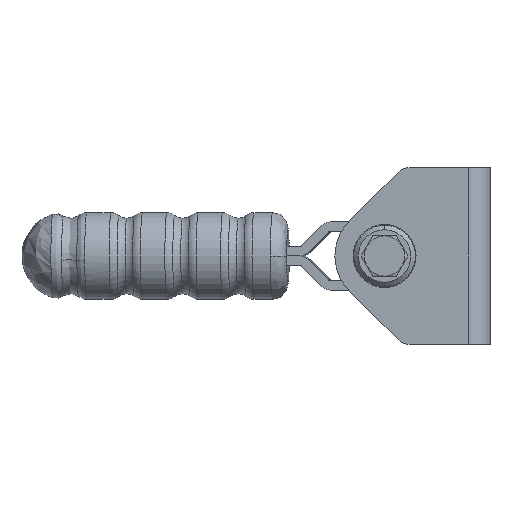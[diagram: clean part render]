
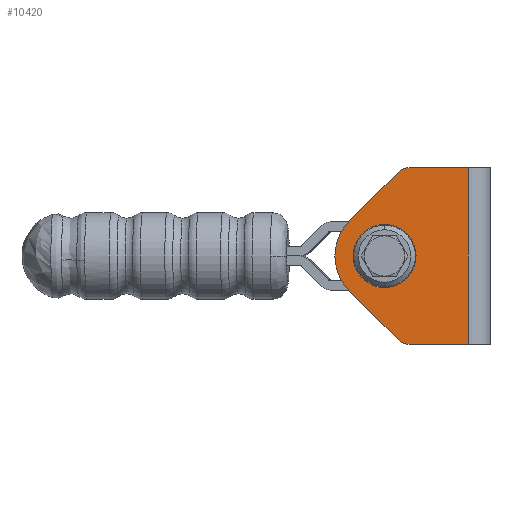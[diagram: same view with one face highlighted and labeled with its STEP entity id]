
A CAD part, left-side view. The second image highlights one B-rep face of the part: STEP entity #10420.
In plain terms, the highlighted planar face has unit normal (-1, 0, 0).
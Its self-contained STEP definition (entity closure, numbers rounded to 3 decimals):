
#84 = DIRECTION ( 'NONE',  ( 0., 0., -1. ) ) ;
#203 = CARTESIAN_POINT ( 'NONE',  ( -11.5, 34., 0. ) ) ;
#573 = DIRECTION ( 'NONE',  ( 0., 0.707, -0.707 ) ) ;
#601 = DIRECTION ( 'NONE',  ( 0., 1., 0. ) ) ;
#616 = EDGE_CURVE ( 'NONE', #3215, #12027, #10450, .T. ) ;
#626 = VECTOR ( 'NONE', #7153, 1000. ) ;
#697 = CARTESIAN_POINT ( 'NONE',  ( -11.5, 28.314, 28.314 ) ) ;
#747 = AXIS2_PLACEMENT_3D ( 'NONE', #2583, #11054, #601 ) ;
#1035 = CIRCLE ( 'NONE', #9745, 10.15 ) ;
#1300 = EDGE_CURVE ( 'NONE', #3835, #4843, #5937, .T. ) ;
#1585 = VECTOR ( 'NONE', #573, 1000. ) ;
#1745 = DIRECTION ( 'NONE',  ( 1., 0., 0. ) ) ;
#1769 = PLANE ( 'NONE',  #11621 ) ;
#1835 = CARTESIAN_POINT ( 'NONE',  ( -11.5, 7., 28.5 ) ) ;
#1978 = CARTESIAN_POINT ( 'NONE',  ( -11.5, 34., -10.15 ) ) ;
#2193 = VERTEX_POINT ( 'NONE', #5123 ) ;
#2197 = ORIENTED_EDGE ( 'NONE', *, *, #10495, .T. ) ;
#2212 = VERTEX_POINT ( 'NONE', #5243 ) ;
#2482 = EDGE_CURVE ( 'NONE', #2212, #11229, #1035, .T. ) ;
#2512 = EDGE_CURVE ( 'NONE', #12027, #4843, #5488, .T. ) ;
#2583 = CARTESIAN_POINT ( 'NONE',  ( -11.5, 34., 0. ) ) ;
#2772 = DIRECTION ( 'NONE',  ( 0., 0., 1. ) ) ;
#2813 = VECTOR ( 'NONE', #9849, 1000. ) ;
#3009 = DIRECTION ( 'NONE',  ( -1., 0., 0. ) ) ;
#3063 = DIRECTION ( 'NONE',  ( 0., 0., -1. ) ) ;
#3215 = VERTEX_POINT ( 'NONE', #8551 ) ;
#3270 = ORIENTED_EDGE ( 'NONE', *, *, #3624, .T. ) ;
#3459 = VERTEX_POINT ( 'NONE', #4175 ) ;
#3503 = AXIS2_PLACEMENT_3D ( 'NONE', #6029, #3009, #7886 ) ;
#3624 = EDGE_CURVE ( 'NONE', #6707, #2193, #9051, .T. ) ;
#3819 = VERTEX_POINT ( 'NONE', #6320 ) ;
#3835 = VERTEX_POINT ( 'NONE', #5340 ) ;
#4175 = CARTESIAN_POINT ( 'NONE',  ( -11.5, 50., 0. ) ) ;
#4222 = CIRCLE ( 'NONE', #11186, 16. ) ;
#4491 = ORIENTED_EDGE ( 'NONE', *, *, #2482, .T. ) ;
#4595 = AXIS2_PLACEMENT_3D ( 'NONE', #4948, #6842, #84 ) ;
#4741 = EDGE_CURVE ( 'NONE', #9892, #3215, #5904, .T. ) ;
#4816 = EDGE_CURVE ( 'NONE', #3819, #3459, #4222, .T. ) ;
#4843 = VERTEX_POINT ( 'NONE', #9027 ) ;
#4948 = CARTESIAN_POINT ( 'NONE',  ( -11.5, 26.056, 23.5 ) ) ;
#5009 = EDGE_CURVE ( 'NONE', #3459, #2193, #9309, .T. ) ;
#5024 = ORIENTED_EDGE ( 'NONE', *, *, #1300, .F. ) ;
#5072 = VECTOR ( 'NONE', #9673, 1000. ) ;
#5123 = CARTESIAN_POINT ( 'NONE',  ( -11.5, 45.314, 11.314 ) ) ;
#5243 = CARTESIAN_POINT ( 'NONE',  ( -11.5, 34., 10.15 ) ) ;
#5340 = CARTESIAN_POINT ( 'NONE',  ( -11.5, 26.056, 28.5 ) ) ;
#5468 = DIRECTION ( 'NONE',  ( 1., 0., 0. ) ) ;
#5488 = LINE ( 'NONE', #1835, #8167 ) ;
#5576 = CARTESIAN_POINT ( 'NONE',  ( -11.5, 29.592, 27.036 ) ) ;
#5590 = CARTESIAN_POINT ( 'NONE',  ( -11.5, 29.592, -27.036 ) ) ;
#5639 = ORIENTED_EDGE ( 'NONE', *, *, #10631, .T. ) ;
#5647 = CIRCLE ( 'NONE', #9076, 10.15 ) ;
#5904 = CIRCLE ( 'NONE', #3503, 5. ) ;
#5937 = LINE ( 'NONE', #8884, #2813 ) ;
#6029 = CARTESIAN_POINT ( 'NONE',  ( -11.5, 26.056, -23.5 ) ) ;
#6057 = ORIENTED_EDGE ( 'NONE', *, *, #4816, .F. ) ;
#6292 = ORIENTED_EDGE ( 'NONE', *, *, #616, .T. ) ;
#6320 = CARTESIAN_POINT ( 'NONE',  ( -11.5, 45.314, -11.314 ) ) ;
#6446 = CARTESIAN_POINT ( 'NONE',  ( -11.5, 0., 28.5 ) ) ;
#6646 = EDGE_LOOP ( 'NONE', ( #8142, #7168, #6292, #10116, #5024, #5639, #3270, #6774, #6057 ) ) ;
#6707 = VERTEX_POINT ( 'NONE', #5576 ) ;
#6774 = ORIENTED_EDGE ( 'NONE', *, *, #5009, .F. ) ;
#6842 = DIRECTION ( 'NONE',  ( -1., 0., 0. ) ) ;
#7153 = DIRECTION ( 'NONE',  ( 0., 0.707, 0.707 ) ) ;
#7168 = ORIENTED_EDGE ( 'NONE', *, *, #4741, .T. ) ;
#7813 = DIRECTION ( 'NONE',  ( 1., 0., 0. ) ) ;
#7886 = DIRECTION ( 'NONE',  ( 0., 0., -1. ) ) ;
#8100 = EDGE_CURVE ( 'NONE', #9892, #3819, #8389, .T. ) ;
#8142 = ORIENTED_EDGE ( 'NONE', *, *, #8100, .F. ) ;
#8167 = VECTOR ( 'NONE', #2772, 1000. ) ;
#8378 = DIRECTION ( 'NONE',  ( 0., 0., -1. ) ) ;
#8389 = LINE ( 'NONE', #9999, #626 ) ;
#8551 = CARTESIAN_POINT ( 'NONE',  ( -11.5, 26.056, -28.5 ) ) ;
#8704 = CARTESIAN_POINT ( 'NONE',  ( -11.5, 34., 0. ) ) ;
#8836 = CARTESIAN_POINT ( 'NONE',  ( -11.5, 0., -28.5 ) ) ;
#8884 = CARTESIAN_POINT ( 'NONE',  ( -11.5, 0., 28.5 ) ) ;
#9027 = CARTESIAN_POINT ( 'NONE',  ( -11.5, 7., 28.5 ) ) ;
#9051 = LINE ( 'NONE', #697, #1585 ) ;
#9076 = AXIS2_PLACEMENT_3D ( 'NONE', #8704, #9710, #3063 ) ;
#9309 = CIRCLE ( 'NONE', #747, 16. ) ;
#9673 = DIRECTION ( 'NONE',  ( 0., -1., 0. ) ) ;
#9710 = DIRECTION ( 'NONE',  ( 1., 0., 0. ) ) ;
#9743 = DIRECTION ( 'NONE',  ( 0., 1., 0. ) ) ;
#9745 = AXIS2_PLACEMENT_3D ( 'NONE', #12219, #1745, #8378 ) ;
#9838 = CIRCLE ( 'NONE', #4595, 5. ) ;
#9849 = DIRECTION ( 'NONE',  ( 0., -1., 0. ) ) ;
#9892 = VERTEX_POINT ( 'NONE', #5590 ) ;
#9999 = CARTESIAN_POINT ( 'NONE',  ( -11.5, 28.314, -28.314 ) ) ;
#10116 = ORIENTED_EDGE ( 'NONE', *, *, #2512, .T. ) ;
#10420 = ADVANCED_FACE ( 'NONE', ( #10880, #12234 ), #1769, .F. ) ;
#10450 = LINE ( 'NONE', #8836, #5072 ) ;
#10495 = EDGE_CURVE ( 'NONE', #11229, #2212, #5647, .T. ) ;
#10631 = EDGE_CURVE ( 'NONE', #3835, #6707, #9838, .T. ) ;
#10880 = FACE_BOUND ( 'NONE', #11453, .T. ) ;
#11054 = DIRECTION ( 'NONE',  ( 1., 0., 0. ) ) ;
#11186 = AXIS2_PLACEMENT_3D ( 'NONE', #203, #7813, #9743 ) ;
#11229 = VERTEX_POINT ( 'NONE', #1978 ) ;
#11453 = EDGE_LOOP ( 'NONE', ( #2197, #4491 ) ) ;
#11621 = AXIS2_PLACEMENT_3D ( 'NONE', #6446, #5468, #12149 ) ;
#12027 = VERTEX_POINT ( 'NONE', #12315 ) ;
#12149 = DIRECTION ( 'NONE',  ( 0., 0., -1. ) ) ;
#12219 = CARTESIAN_POINT ( 'NONE',  ( -11.5, 34., 0. ) ) ;
#12234 = FACE_OUTER_BOUND ( 'NONE', #6646, .T. ) ;
#12315 = CARTESIAN_POINT ( 'NONE',  ( -11.5, 7., -28.5 ) ) ;
